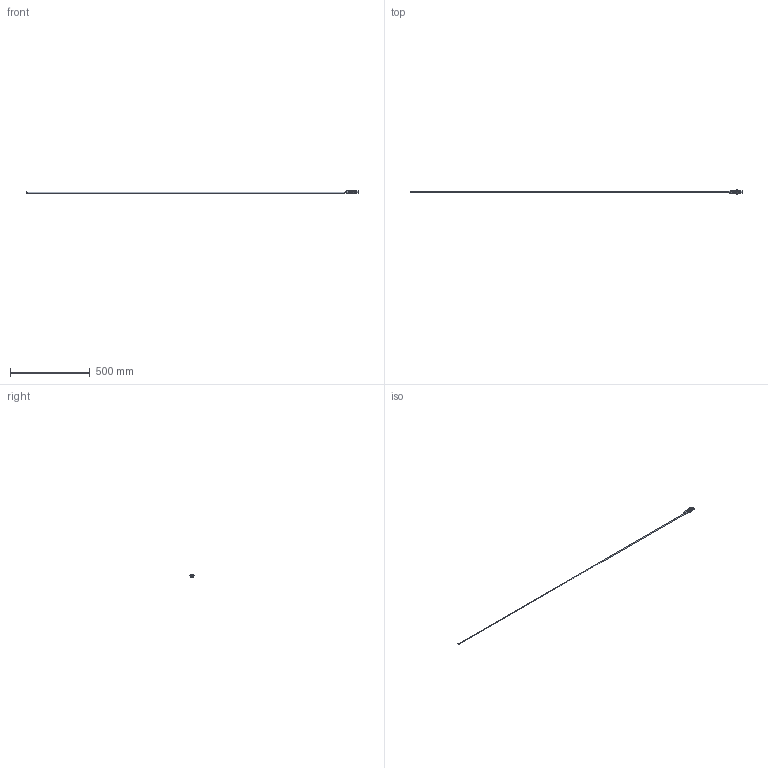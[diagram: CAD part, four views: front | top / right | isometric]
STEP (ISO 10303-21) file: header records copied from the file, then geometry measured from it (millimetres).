
FILE_DESCRIPTION (( 'STEP AP214' ), '1' );
FILE_NAME ('PXCAP18-3008NC_3D.step', '2023-07-14T19:03:56', ( '' ), ( '' ), 'SwSTEP 2.0', 'SolidWorks 2022', '' );
FILE_SCHEMA (( 'AUTOMOTIVE_DESIGN' ));
Length unit declared in the file: millimetre
Products named in the file (1): PXCAP18-3008NC_3D
Bounding box: 2085.75 x 27.48 x 23.8 mm (x, y, z)
Volume: 60111.2 mm3; surface area: 41431.5 mm2
Topology: 6 solids, 6 shells, 1394 faces, 3806 edges, 2430 vertices
Faces by surface type: cylinder 701, plane 671, cone 10, torus 8, bspline 4
Entity records: 70127 total; most frequent: CARTESIAN_POINT 38377, ORIENTED_EDGE 7612, DIRECTION 5576, EDGE_CURVE 3806, VERTEX_POINT 2430, AXIS2_PLACEMENT_3D 2107, EDGE_LOOP 1404, ADVANCED_FACE 1394
